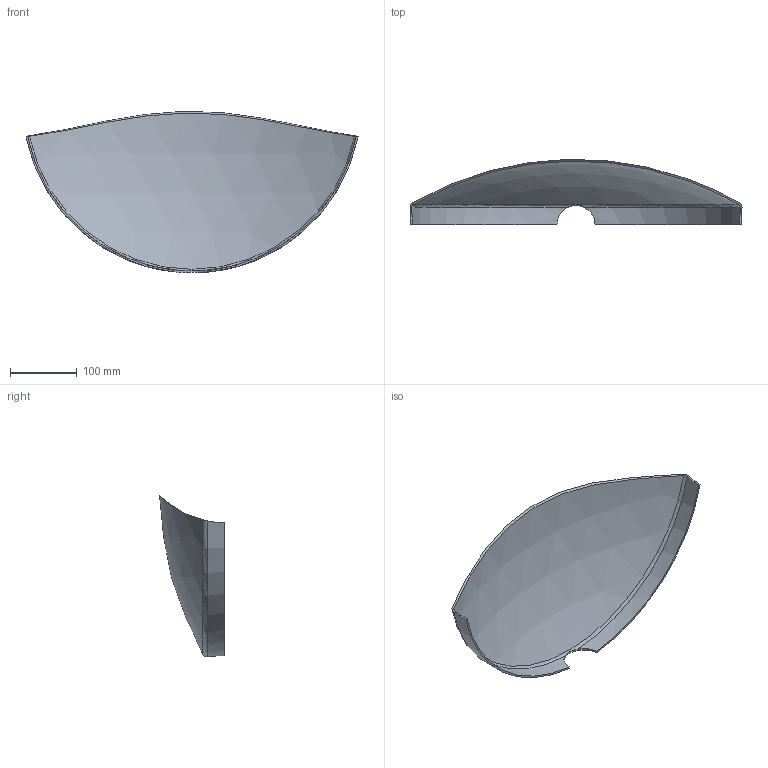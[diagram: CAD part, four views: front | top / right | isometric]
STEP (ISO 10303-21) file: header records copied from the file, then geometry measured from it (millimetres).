
FILE_DESCRIPTION (( 'STEP AP203' ), '1' );
FILE_NAME ('SS-AP-110.STEP', '2021-03-18T13:26:27', ( '' ), ( '' ), 'SwSTEP 2.0', 'SolidWorks 2021', '' );
FILE_SCHEMA (( 'CONFIG_CONTROL_DESIGN' ));
Length unit declared in the file: inch
Products named in the file (1): SS-AP-110
Bounding box: 497.99 x 97.37 x 241.97 mm (x, y, z)
Volume: 292118.5 mm3; surface area: 224990.7 mm2
Topology: 1 solids, 1 shells, 14 faces, 36 edges, 24 vertices
Faces by surface type: cylinder 6, torus 4, plane 2, sphere 2
Entity records: 777 total; most frequent: CARTESIAN_POINT 375, ORIENTED_EDGE 72, DIRECTION 62, EDGE_CURVE 36, AXIS2_PLACEMENT_3D 29, VERTEX_POINT 24, B_SPLINE_CURVE_WITH_KNOTS 18, CIRCLE 14
